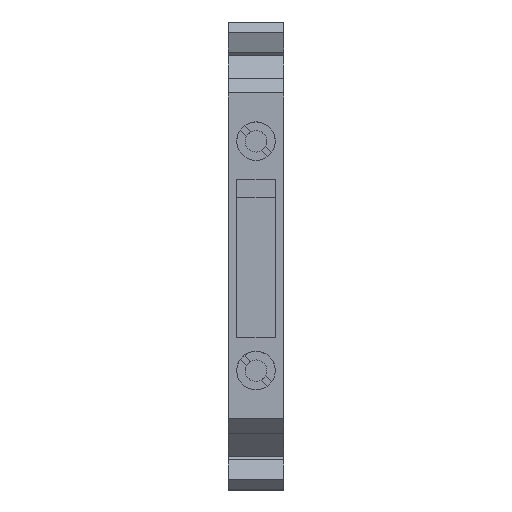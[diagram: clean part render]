
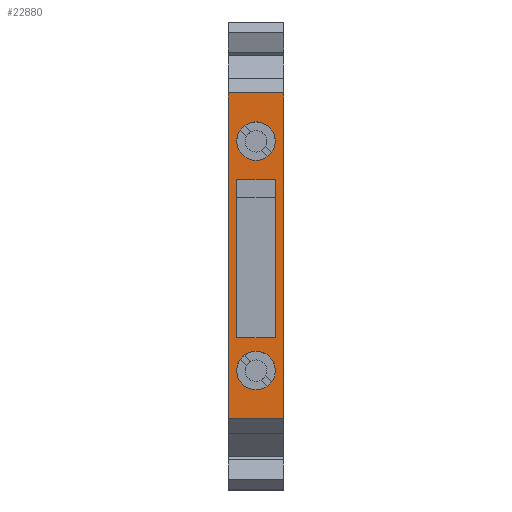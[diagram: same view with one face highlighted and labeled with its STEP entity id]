
A CAD part, top view. The second image highlights one B-rep face of the part: STEP entity #22880.
In plain terms, the highlighted face is planar.
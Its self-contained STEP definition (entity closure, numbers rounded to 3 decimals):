
#1000=CARTESIAN_POINT('',(17.75,34.4,-6.1));
#1010=VERTEX_POINT('',#1000);
#1040=CARTESIAN_POINT('',(0.,34.4,-6.1));
#1050=DIRECTION('',(-1.,0.,0.));
#1060=VECTOR('',#1050,1.);
#1070=LINE('',#1040,#1060);
#1080=CARTESIAN_POINT('',(-17.75,34.4,-6.1));
#1090=VERTEX_POINT('',#1080);
#1100=EDGE_CURVE('',#1010,#1090,#1070,.T.);
#14670=CARTESIAN_POINT('',(-17.75,34.4,0.));
#14680=VERTEX_POINT('',#14670);
#14710=CARTESIAN_POINT('',(0.,34.4,0.));
#14720=DIRECTION('',(-1.,0.,0.));
#14730=VECTOR('',#14720,1.);
#14740=LINE('',#14710,#14730);
#14750=CARTESIAN_POINT('',(17.75,34.4,0.));
#14760=VERTEX_POINT('',#14750);
#14770=EDGE_CURVE('',#14760,#14680,#14740,.T.);
#21910=CARTESIAN_POINT('',(17.75,34.4,0.));
#21920=DIRECTION('',(0.,0.,-1.));
#21930=VECTOR('',#21920,1.);
#21940=LINE('',#21910,#21930);
#21950=EDGE_CURVE('',#14760,#1010,#21940,.T.);
#22080=CARTESIAN_POINT('',(17.336,34.4,-6.1));
#22090=DIRECTION('',(0.,-1.,0.));
#22100=DIRECTION('',(1.,0.,0.));
#22110=AXIS2_PLACEMENT_3D('',#22080,#22090,#22100);
#22120=PLANE('',#22110);
#22130=CARTESIAN_POINT('',(8.3,34.4,0.));
#22140=DIRECTION('',(0.,0.,1.));
#22150=VECTOR('',#22140,1.);
#22160=LINE('',#22130,#22150);
#22170=CARTESIAN_POINT('',(8.3,34.4,-5.15));
#22180=VERTEX_POINT('',#22170);
#22190=CARTESIAN_POINT('',(8.3,34.4,-0.95));
#22200=VERTEX_POINT('',#22190);
#22210=EDGE_CURVE('',#22180,#22200,#22160,.T.);
#22220=ORIENTED_EDGE('',*,*,#22210,.T.);
#22230=CARTESIAN_POINT('',(0.,34.4,-5.15));
#22240=DIRECTION('',(1.,0.,0.));
#22250=VECTOR('',#22240,1.);
#22260=LINE('',#22230,#22250);
#22270=CARTESIAN_POINT('',(-8.9,34.4,-5.15));
#22280=VERTEX_POINT('',#22270);
#22290=EDGE_CURVE('',#22280,#22180,#22260,.T.);
#22300=ORIENTED_EDGE('',*,*,#22290,.T.);
#22310=CARTESIAN_POINT('',(-8.9,34.4,0.));
#22320=DIRECTION('',(0.,0.,-1.));
#22330=VECTOR('',#22320,1.);
#22340=LINE('',#22310,#22330);
#22350=CARTESIAN_POINT('',(-8.9,34.4,-0.95));
#22360=VERTEX_POINT('',#22350);
#22370=EDGE_CURVE('',#22360,#22280,#22340,.T.);
#22380=ORIENTED_EDGE('',*,*,#22370,.T.);
#22390=CARTESIAN_POINT('',(0.,34.4,-0.95));
#22400=DIRECTION('',(-1.,0.,0.));
#22410=VECTOR('',#22400,1.);
#22420=LINE('',#22390,#22410);
#22430=EDGE_CURVE('',#22200,#22360,#22420,.T.);
#22440=ORIENTED_EDGE('',*,*,#22430,.T.);
#22450=EDGE_LOOP('',(#22440,#22380,#22300,#22220));
#22460=FACE_BOUND('',#22450,.T.);
#22470=CARTESIAN_POINT('',(-12.5,34.4,-3.05));
#22480=DIRECTION('',(0.,-1.,0.));
#22490=DIRECTION('',(1.,0.,0.));
#22500=AXIS2_PLACEMENT_3D('',#22470,#22480,#22490);
#22510=CIRCLE('',#22500,2.1);
#22520=CARTESIAN_POINT('',(-14.6,34.4,-3.05));
#22530=VERTEX_POINT('',#22520);
#22540=CARTESIAN_POINT('',(-10.4,34.4,-3.05));
#22550=VERTEX_POINT('',#22540);
#22560=EDGE_CURVE('',#22530,#22550,#22510,.T.);
#22570=ORIENTED_EDGE('',*,*,#22560,.T.);
#22580=EDGE_CURVE('',#22550,#22530,#22510,.T.);
#22590=ORIENTED_EDGE('',*,*,#22580,.T.);
#22600=EDGE_LOOP('',(#22590,#22570));
#22610=FACE_BOUND('',#22600,.T.);
#22620=CARTESIAN_POINT('',(12.5,34.4,-3.05));
#22630=DIRECTION('',(0.,1.,0.));
#22640=DIRECTION('',(1.,0.,0.));
#22650=AXIS2_PLACEMENT_3D('',#22620,#22630,#22640);
#22660=CIRCLE('',#22650,2.1);
#22670=CARTESIAN_POINT('',(14.6,34.4,-3.05));
#22680=VERTEX_POINT('',#22670);
#22690=CARTESIAN_POINT('',(10.4,34.4,-3.05));
#22700=VERTEX_POINT('',#22690);
#22710=EDGE_CURVE('',#22680,#22700,#22660,.T.);
#22720=ORIENTED_EDGE('',*,*,#22710,.F.);
#22730=EDGE_CURVE('',#22700,#22680,#22660,.T.);
#22740=ORIENTED_EDGE('',*,*,#22730,.F.);
#22750=EDGE_LOOP('',(#22740,#22720));
#22760=FACE_BOUND('',#22750,.T.);
#22770=ORIENTED_EDGE('',*,*,#21950,.T.);
#22780=ORIENTED_EDGE('',*,*,#14770,.F.);
#22790=CARTESIAN_POINT('',(-17.75,34.4,0.));
#22800=DIRECTION('',(0.,0.,-1.));
#22810=VECTOR('',#22800,1.);
#22820=LINE('',#22790,#22810);
#22830=EDGE_CURVE('',#14680,#1090,#22820,.T.);
#22840=ORIENTED_EDGE('',*,*,#22830,.F.);
#22850=ORIENTED_EDGE('',*,*,#1100,.T.);
#22860=EDGE_LOOP('',(#22850,#22840,#22780,#22770));
#22870=FACE_OUTER_BOUND('',#22860,.T.);
#22880=ADVANCED_FACE('',(#22460,#22610,#22760,#22870),#22120,.F.);
